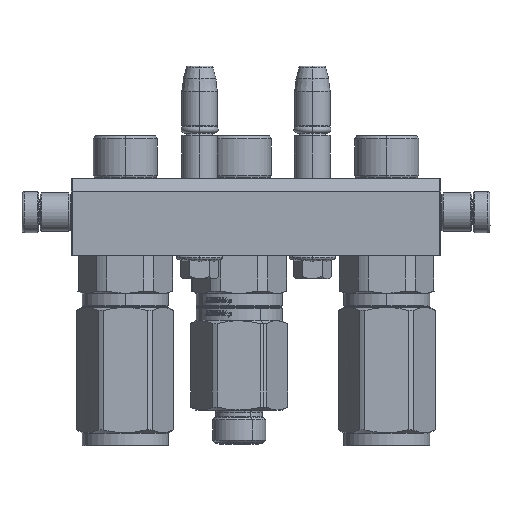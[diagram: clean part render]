
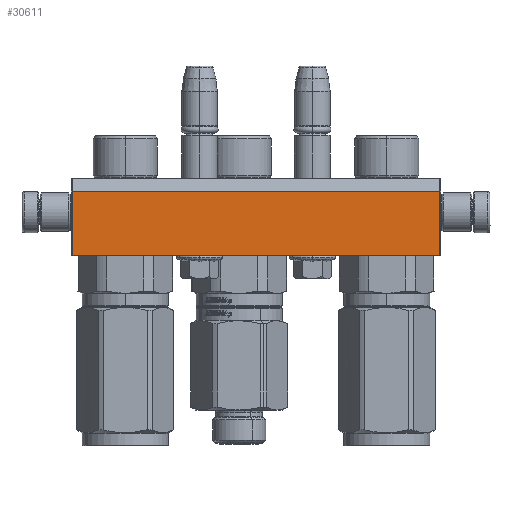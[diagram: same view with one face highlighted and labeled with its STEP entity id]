
A CAD part, left-side view. The second image highlights one B-rep face of the part: STEP entity #30611.
In plain terms, the highlighted face is planar.
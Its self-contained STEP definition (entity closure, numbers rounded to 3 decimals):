
#1324 = DIRECTION ( 'NONE',  ( -1., 0., 0. ) ) ;
#3135 = ORIENTED_EDGE ( 'NONE', *, *, #10964, .F. ) ;
#3688 = DIRECTION ( 'NONE',  ( -1., 0., 0. ) ) ;
#4299 = ORIENTED_EDGE ( 'NONE', *, *, #84228, .T. ) ;
#7081 = DIRECTION ( 'NONE',  ( -1., 0., 0. ) ) ;
#10964 = EDGE_CURVE ( 'NONE', #68868, #28388, #34140, .T. ) ;
#13495 = EDGE_CURVE ( 'NONE', #88920, #68868, #51581, .T. ) ;
#19268 = EDGE_CURVE ( 'NONE', #88920, #36375, #82482, .T. ) ;
#23741 = CARTESIAN_POINT ( 'NONE',  ( 143.5, 5., -90. ) ) ;
#25553 = CARTESIAN_POINT ( 'NONE',  ( 0.5, 5., -90. ) ) ;
#26078 = ORIENTED_EDGE ( 'NONE', *, *, #19268, .T. ) ;
#28388 = VERTEX_POINT ( 'NONE', #31936 ) ;
#30611 = ADVANCED_FACE ( 'NONE', ( #58945 ), #31409, .T. ) ;
#31409 = PLANE ( 'NONE',  #58167 ) ;
#31936 = CARTESIAN_POINT ( 'NONE',  ( 0.5, 30., -90. ) ) ;
#31939 = ORIENTED_EDGE ( 'NONE', *, *, #13495, .F. ) ;
#32712 = VECTOR ( 'NONE', #64812, 1000. ) ;
#34140 = LINE ( 'NONE', #84656, #38605 ) ;
#36375 = VERTEX_POINT ( 'NONE', #25553 ) ;
#38605 = VECTOR ( 'NONE', #7081, 1000. ) ;
#42529 = VECTOR ( 'NONE', #1324, 1000. ) ;
#47139 = CARTESIAN_POINT ( 'NONE',  ( 143.5, 30., -90. ) ) ;
#49984 = CARTESIAN_POINT ( 'NONE',  ( 143.5, 5., -90. ) ) ;
#50080 = CARTESIAN_POINT ( 'NONE',  ( 143.5, 5., -90. ) ) ;
#51581 = LINE ( 'NONE', #49984, #32712 ) ;
#58167 = AXIS2_PLACEMENT_3D ( 'NONE', #80965, #88346, #3688 ) ;
#58945 = FACE_OUTER_BOUND ( 'NONE', #76127, .T. ) ;
#62974 = DIRECTION ( 'NONE',  ( 0., 1., 0. ) ) ;
#64812 = DIRECTION ( 'NONE',  ( 0., 1., 0. ) ) ;
#66876 = LINE ( 'NONE', #69451, #67930 ) ;
#67930 = VECTOR ( 'NONE', #62974, 1000. ) ;
#68868 = VERTEX_POINT ( 'NONE', #47139 ) ;
#69451 = CARTESIAN_POINT ( 'NONE',  ( 0.5, 5., -90. ) ) ;
#76127 = EDGE_LOOP ( 'NONE', ( #3135, #31939, #26078, #4299 ) ) ;
#80965 = CARTESIAN_POINT ( 'NONE',  ( 144., 0., -90. ) ) ;
#82482 = LINE ( 'NONE', #50080, #42529 ) ;
#84228 = EDGE_CURVE ( 'NONE', #36375, #28388, #66876, .T. ) ;
#84656 = CARTESIAN_POINT ( 'NONE',  ( 143.5, 30., -90. ) ) ;
#88346 = DIRECTION ( 'NONE',  ( 0., 0., -1. ) ) ;
#88920 = VERTEX_POINT ( 'NONE', #23741 ) ;
